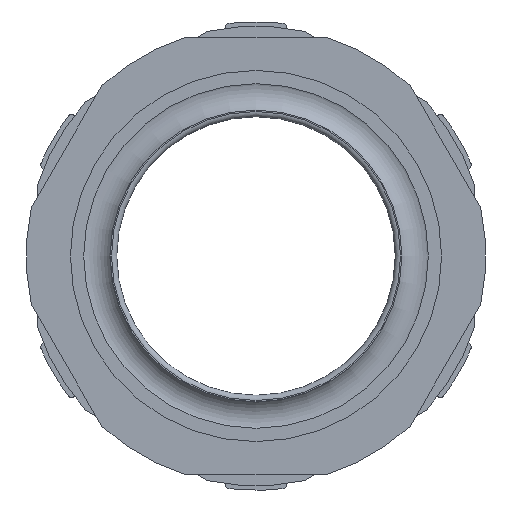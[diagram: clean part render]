
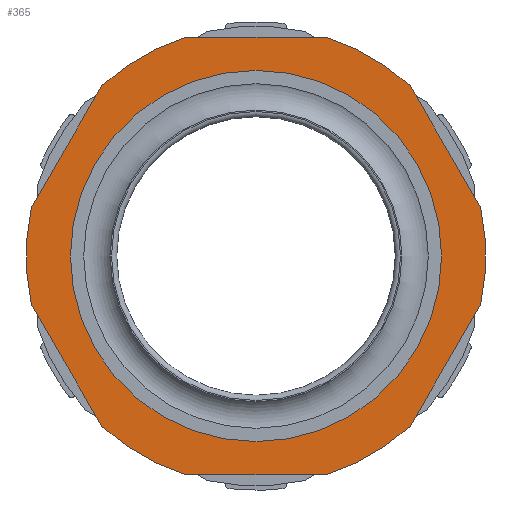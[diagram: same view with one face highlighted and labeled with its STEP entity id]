
A CAD part, front view. The second image highlights one B-rep face of the part: STEP entity #365.
In plain terms, the highlighted planar face has unit normal (0, -1, 0).
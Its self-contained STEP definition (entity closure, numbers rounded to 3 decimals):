
#365=ADVANCED_FACE('',(#1310,#1312),#1314,.T.);
#1310=FACE_BOUND('',#1311,.T.);
#1311=EDGE_LOOP('',(#2069,#2070,#2071,#2072,#2073,#2074,#2075,#2076,#2077,#2078,
#2079,#2080));
#1312=FACE_BOUND('',#1313,.T.);
#1313=EDGE_LOOP('',(#2081));
#1314=PLANE('',#1315);
#1315=AXIS2_PLACEMENT_3D('',#1316,#1317,#1318);
#1316=CARTESIAN_POINT('',(0.,-24.916,0.));
#1317=DIRECTION('',(0.,-1.,0.));
#1318=DIRECTION('',(-0.5,0.,0.866));
#2069=ORIENTED_EDGE('',*,*,#2504,.T.);
#2070=ORIENTED_EDGE('',*,*,#2487,.T.);
#2071=ORIENTED_EDGE('',*,*,#2505,.T.);
#2072=ORIENTED_EDGE('',*,*,#2501,.T.);
#2073=ORIENTED_EDGE('',*,*,#2506,.T.);
#2074=ORIENTED_EDGE('',*,*,#2497,.T.);
#2075=ORIENTED_EDGE('',*,*,#2507,.T.);
#2076=ORIENTED_EDGE('',*,*,#2493,.T.);
#2077=ORIENTED_EDGE('',*,*,#2508,.T.);
#2078=ORIENTED_EDGE('',*,*,#2489,.T.);
#2079=ORIENTED_EDGE('',*,*,#2509,.T.);
#2080=ORIENTED_EDGE('',*,*,#2481,.T.);
#2081=ORIENTED_EDGE('',*,*,#2510,.F.);
#2481=EDGE_CURVE('',#2756,#2754,#2757,.T.);
#2487=EDGE_CURVE('',#2761,#2766,#2768,.T.);
#2489=EDGE_CURVE('',#2772,#2770,#2773,.T.);
#2493=EDGE_CURVE('',#2780,#2778,#2781,.T.);
#2497=EDGE_CURVE('',#2788,#2786,#2789,.T.);
#2501=EDGE_CURVE('',#2796,#2794,#2797,.T.);
#2504=EDGE_CURVE('',#2754,#2761,#2801,.T.);
#2505=EDGE_CURVE('',#2766,#2796,#2802,.T.);
#2506=EDGE_CURVE('',#2794,#2788,#2803,.T.);
#2507=EDGE_CURVE('',#2786,#2780,#2804,.T.);
#2508=EDGE_CURVE('',#2778,#2772,#2805,.T.);
#2509=EDGE_CURVE('',#2770,#2756,#2806,.T.);
#2510=EDGE_CURVE('',#2807,#2807,#2808,.T.);
#2754=VERTEX_POINT('',#3285);
#2756=VERTEX_POINT('',#3289);
#2757=CIRCLE('',#3290,26.);
#2761=VERTEX_POINT('',#3302);
#2766=VERTEX_POINT('',#3312);
#2768=CIRCLE('',#3316,26.);
#2770=VERTEX_POINT('',#3321);
#2772=VERTEX_POINT('',#3325);
#2773=CIRCLE('',#3326,26.);
#2778=VERTEX_POINT('',#3339);
#2780=VERTEX_POINT('',#3343);
#2781=CIRCLE('',#3344,26.);
#2786=VERTEX_POINT('',#3357);
#2788=VERTEX_POINT('',#3361);
#2789=CIRCLE('',#3362,26.);
#2794=VERTEX_POINT('',#3375);
#2796=VERTEX_POINT('',#3379);
#2797=CIRCLE('',#3380,26.);
#2801=LINE('',#3392,#3393);
#2802=LINE('',#3395,#3396);
#2803=LINE('',#3398,#3399);
#2804=LINE('',#3401,#3402);
#2805=LINE('',#3404,#3405);
#2806=LINE('',#3407,#3408);
#2807=VERTEX_POINT('',#3410);
#2808=CIRCLE('',#3411,21.);
#3285=CARTESIAN_POINT('',(7.965,-24.916,24.75));
#3289=CARTESIAN_POINT('',(17.452,-24.916,19.273));
#3290=AXIS2_PLACEMENT_3D('',#3291,#3292,#3293);
#3291=CARTESIAN_POINT('',(0.,-24.916,0.));
#3292=DIRECTION('',(0.,-1.,0.));
#3293=DIRECTION('',(0.671,0.,0.741));
#3302=CARTESIAN_POINT('',(-7.965,-24.916,24.75));
#3312=CARTESIAN_POINT('',(-17.452,-24.916,19.273));
#3316=AXIS2_PLACEMENT_3D('',#3317,#3318,#3319);
#3317=CARTESIAN_POINT('',(0.,-24.916,0.));
#3318=DIRECTION('',(0.,-1.,0.));
#3319=DIRECTION('',(-0.306,0.,0.952));
#3321=CARTESIAN_POINT('',(25.417,-24.916,5.477));
#3325=CARTESIAN_POINT('',(25.417,-24.916,-5.477));
#3326=AXIS2_PLACEMENT_3D('',#3327,#3328,#3329);
#3327=CARTESIAN_POINT('',(0.,-24.916,0.));
#3328=DIRECTION('',(0.,-1.,0.));
#3329=DIRECTION('',(0.978,0.,-0.211));
#3339=CARTESIAN_POINT('',(17.452,-24.916,-19.273));
#3343=CARTESIAN_POINT('',(7.965,-24.916,-24.75));
#3344=AXIS2_PLACEMENT_3D('',#3345,#3346,#3347);
#3345=CARTESIAN_POINT('',(0.,-24.916,0.));
#3346=DIRECTION('',(0.,-1.,0.));
#3347=DIRECTION('',(0.306,0.,-0.952));
#3357=CARTESIAN_POINT('',(-7.965,-24.916,-24.75));
#3361=CARTESIAN_POINT('',(-17.452,-24.916,-19.273));
#3362=AXIS2_PLACEMENT_3D('',#3363,#3364,#3365);
#3363=CARTESIAN_POINT('',(0.,-24.916,0.));
#3364=DIRECTION('',(0.,-1.,0.));
#3365=DIRECTION('',(-0.671,0.,-0.741));
#3375=CARTESIAN_POINT('',(-25.417,-24.916,-5.477));
#3379=CARTESIAN_POINT('',(-25.417,-24.916,5.477));
#3380=AXIS2_PLACEMENT_3D('',#3381,#3382,#3383);
#3381=CARTESIAN_POINT('',(0.,-24.916,0.));
#3382=DIRECTION('',(0.,-1.,0.));
#3383=DIRECTION('',(-0.978,0.,0.211));
#3392=CARTESIAN_POINT('',(7.965,-24.916,24.75));
#3393=VECTOR('',#3394,1.);
#3394=DIRECTION('',(-1.,0.,0.));
#3395=CARTESIAN_POINT('',(-17.452,-24.916,19.273));
#3396=VECTOR('',#3397,1.);
#3397=DIRECTION('',(-0.5,0.,-0.866));
#3398=CARTESIAN_POINT('',(-25.417,-24.916,-5.477));
#3399=VECTOR('',#3400,1.);
#3400=DIRECTION('',(0.5,0.,-0.866));
#3401=CARTESIAN_POINT('',(-7.965,-24.916,-24.75));
#3402=VECTOR('',#3403,1.);
#3403=DIRECTION('',(1.,0.,0.));
#3404=CARTESIAN_POINT('',(17.452,-24.916,-19.273));
#3405=VECTOR('',#3406,1.);
#3406=DIRECTION('',(0.5,0.,0.866));
#3407=CARTESIAN_POINT('',(25.417,-24.916,5.477));
#3408=VECTOR('',#3409,1.);
#3409=DIRECTION('',(-0.5,0.,0.866));
#3410=CARTESIAN_POINT('',(-10.5,-24.916,18.187));
#3411=AXIS2_PLACEMENT_3D('',#3412,#3413,#3414);
#3412=CARTESIAN_POINT('',(0.,-24.916,0.));
#3413=DIRECTION('',(0.,-1.,0.));
#3414=DIRECTION('',(-0.5,0.,0.866));
